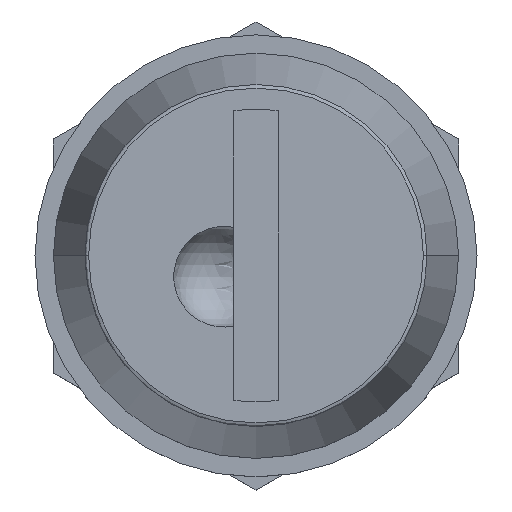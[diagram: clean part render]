
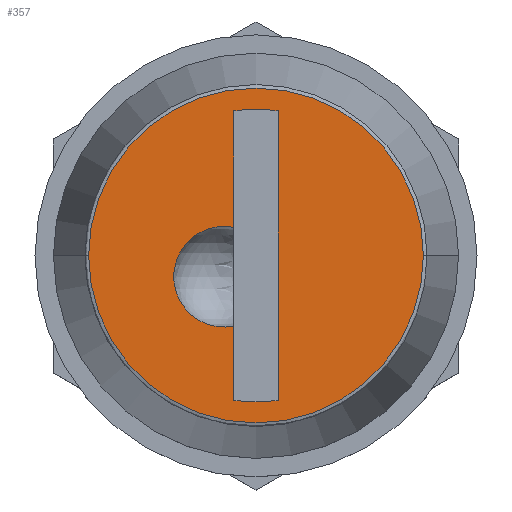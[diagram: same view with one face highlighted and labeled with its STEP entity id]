
A CAD part, top view. The second image highlights one B-rep face of the part: STEP entity #357.
In plain terms, the highlighted planar face has unit normal (0, 0, 1).
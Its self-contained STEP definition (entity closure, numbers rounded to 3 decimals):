
#357=ADVANCED_FACE('',(#1393,#1394),#1392,.F.);
#1392=PLANE('',#2525);
#1393=FACE_OUTER_BOUND('',#2526,.T.);
#1394=FACE_BOUND('',#2527,.T.);
#2522=CARTESIAN_POINT('',(20.905,-18.891,5.8));
#2523=DIRECTION('',(0.,0.,-1.));
#2524=DIRECTION('',(-1.,0.,0.));
#2525=AXIS2_PLACEMENT_3D('',#2522,#2523,#2524);
#2526=EDGE_LOOP('',(#3395,#3396));
#2527=EDGE_LOOP('',(#3397,#3398,#3399,#3400,#3401,#3402));
#3395=ORIENTED_EDGE('',*,*,#3929,.F.);
#3396=ORIENTED_EDGE('',*,*,#3930,.F.);
#3397=ORIENTED_EDGE('',*,*,#3931,.T.);
#3398=ORIENTED_EDGE('',*,*,#3932,.T.);
#3399=ORIENTED_EDGE('',*,*,#3933,.F.);
#3400=ORIENTED_EDGE('',*,*,#3925,.F.);
#3401=ORIENTED_EDGE('',*,*,#3934,.T.);
#3402=ORIENTED_EDGE('',*,*,#3935,.T.);
#3925=EDGE_CURVE('',#5752,#5753,#5754,.T.);
#3929=EDGE_CURVE('',#5780,#5781,#5782,.T.);
#3930=EDGE_CURVE('',#5781,#5780,#5788,.T.);
#3931=EDGE_CURVE('',#5794,#5795,#5796,.T.);
#3932=EDGE_CURVE('',#5795,#5802,#5803,.T.);
#3933=EDGE_CURVE('',#5753,#5802,#5809,.T.);
#3934=EDGE_CURVE('',#5752,#5815,#5816,.T.);
#3935=EDGE_CURVE('',#5815,#5794,#5822,.T.);
#5752=VERTEX_POINT('',#7650);
#5753=VERTEX_POINT('',#7651);
#5754=LINE('',#7652,#7653);
#5780=VERTEX_POINT('',#7667);
#5781=VERTEX_POINT('',#7668);
#5782=CIRCLE('',#7672,9.089);
#5788=CIRCLE('',#7676,9.089);
#5794=VERTEX_POINT('',#7677);
#5795=VERTEX_POINT('',#7678);
#5796=CIRCLE('',#7682,7.95);
#5802=VERTEX_POINT('',#7683);
#5803=LINE('',#7684,#7685);
#5809=CIRCLE('',#7690,2.734);
#5815=VERTEX_POINT('',#7691);
#5816=CIRCLE('',#7695,7.95);
#5822=LINE('',#7696,#7697);
#7650=CARTESIAN_POINT('',(-1.2,7.859,5.8));
#7651=CARTESIAN_POINT('',(-1.2,1.532,5.8));
#7652=CARTESIAN_POINT('',(-1.2,7.859,5.8));
#7653=VECTOR('',#7654,6.327);
#7654=DIRECTION('',(0.,-1.,0.));
#7667=CARTESIAN_POINT('',(9.089,0.,5.8));
#7668=CARTESIAN_POINT('',(-9.089,0.,5.8));
#7669=CARTESIAN_POINT('',(0.,0.,5.8));
#7670=DIRECTION('',(0.,0.,-1.));
#7671=DIRECTION('',(-1.,0.,0.));
#7672=AXIS2_PLACEMENT_3D('',#7669,#7670,#7671);
#7673=CARTESIAN_POINT('',(0.,0.,5.8));
#7674=DIRECTION('',(0.,0.,-1.));
#7675=DIRECTION('',(-1.,0.,0.));
#7676=AXIS2_PLACEMENT_3D('',#7673,#7674,#7675);
#7677=CARTESIAN_POINT('',(1.2,-7.859,5.8));
#7678=CARTESIAN_POINT('',(-1.2,-7.859,5.8));
#7679=CARTESIAN_POINT('',(0.,0.,5.8));
#7680=DIRECTION('',(0.,0.,-1.));
#7681=DIRECTION('',(-0.151,0.989,0.));
#7682=AXIS2_PLACEMENT_3D('',#7679,#7680,#7681);
#7683=CARTESIAN_POINT('',(-1.2,-3.832,5.8));
#7684=CARTESIAN_POINT('',(-1.2,-7.859,5.8));
#7685=VECTOR('',#7686,4.027);
#7686=DIRECTION('',(0.,1.,0.));
#7687=CARTESIAN_POINT('',(-1.73,-1.15,5.8));
#7688=DIRECTION('',(0.,0.,1.));
#7689=DIRECTION('',(0.194,0.981,0.));
#7690=AXIS2_PLACEMENT_3D('',#7687,#7688,#7689);
#7691=CARTESIAN_POINT('',(1.2,7.859,5.8));
#7692=CARTESIAN_POINT('',(0.,0.,5.8));
#7693=DIRECTION('',(0.,0.,-1.));
#7694=DIRECTION('',(0.151,-0.989,0.));
#7695=AXIS2_PLACEMENT_3D('',#7692,#7693,#7694);
#7696=CARTESIAN_POINT('',(1.2,7.859,5.8));
#7697=VECTOR('',#7698,15.718);
#7698=DIRECTION('',(0.,-1.,0.));
